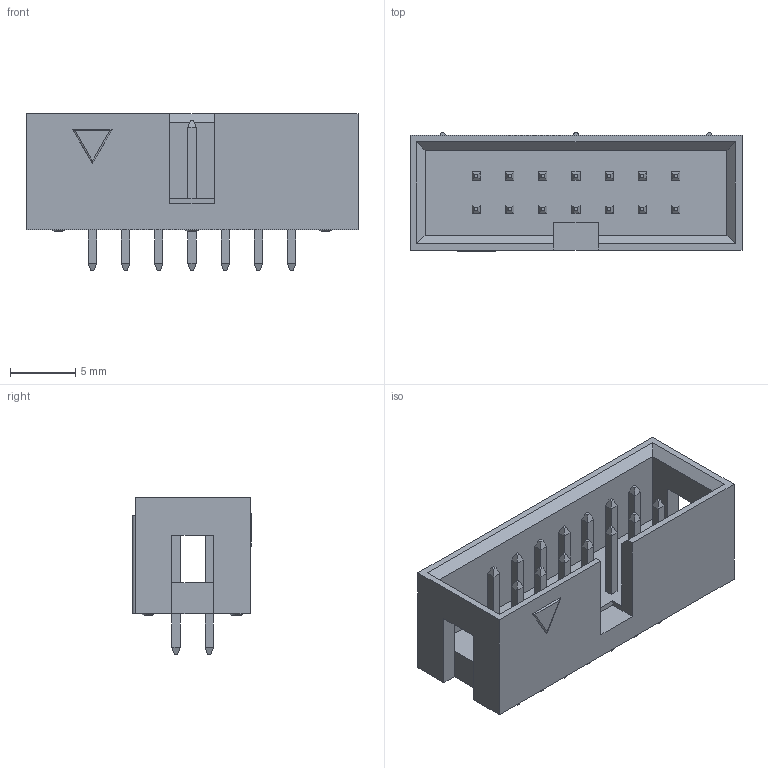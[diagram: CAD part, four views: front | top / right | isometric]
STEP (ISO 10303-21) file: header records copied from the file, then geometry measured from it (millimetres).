
FILE_DESCRIPTION(('FreeCAD Model'),'2;1');
FILE_NAME('MC9A12-1434.step','2016-08-08T15:29:51',('Author'),( ''),'Open CASCADE STEP processor 6.8','FreeCAD','Unknown');
FILE_SCHEMA(('AUTOMOTIVE_DESIGN_CC2 { 1 2 10303 214 -1 1 5 4 }'));
Length unit declared in the file: millimetre
Products named in the file (2): ASSEMBLY; MC9A12-1434
Assembly tree (1 placements, depth 2):
  ASSEMBLY
    MC9A12-1434
Bounding box: 25.4 x 9.1 x 12 mm (x, y, z)
Volume: 979.9 mm3; surface area: 1685.8 mm2
Topology: 1 solids, 1 shells, 309 faces, 708 edges, 432 vertices
Faces by surface type: plane 291, revolution 12, cylinder 6
Entity records: 21503 total; most frequent: CARTESIAN_POINT 4748, DIRECTION 2689, LINE 1977, VECTOR 1977, ORIENTED_EDGE 1416, PCURVE 1416, DEFINITIONAL_REPRESENTATION 1416, EDGE_CURVE 708
